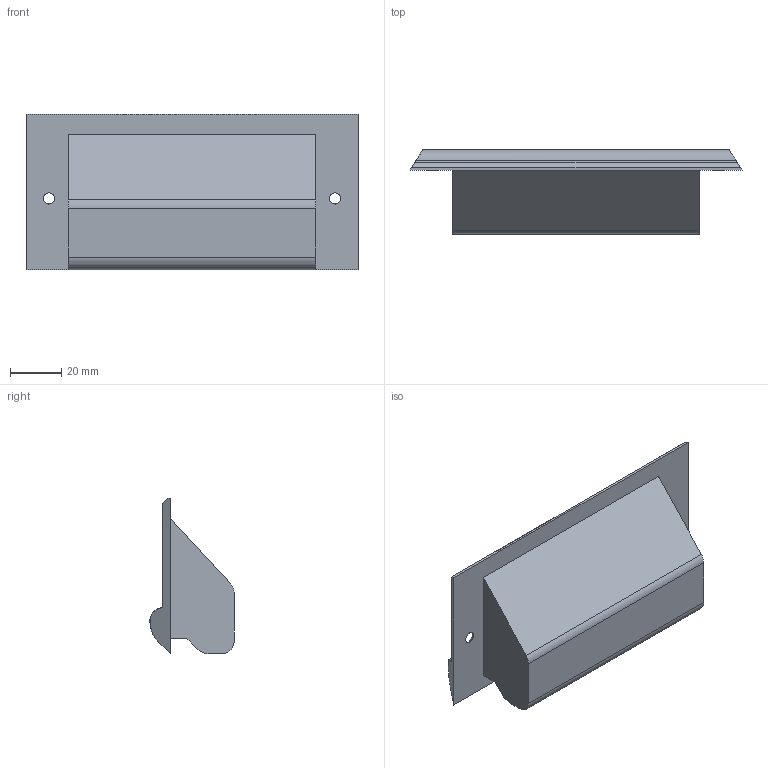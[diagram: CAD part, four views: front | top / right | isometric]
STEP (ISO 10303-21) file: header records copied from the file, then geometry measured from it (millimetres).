
FILE_DESCRIPTION( ( 'STEP AP214' ), '1' );
FILE_NAME( 'K0242.1112041.stp', '2020-11-26T14:36:06', ( '' ), ( '' ), ' ', 'PARTsolutions', ' ' );
FILE_SCHEMA( ( 'AUTOMOTIVE_DESIGN { 1 0 10303 214 1 1 1 1 }' ) );
Length unit declared in the file: millimetre
Products named in the file (1): _K0242.1112041
Bounding box: 130 x 33 x 61 mm (x, y, z)
Volume: 41476.7 mm3; surface area: 29923.9 mm2
Topology: 1 solids, 1 shells, 34 faces, 90 edges, 60 vertices
Faces by surface type: plane 21, cylinder 11, cone 2
Entity records: 1350 total; most frequent: CARTESIAN_POINT 199, DIRECTION 176, ORIENTED_EDGE 176, EDGE_CURVE 88, LINE 62, VECTOR 62, VERTEX_POINT 60, AXIS2_PLACEMENT_3D 57
